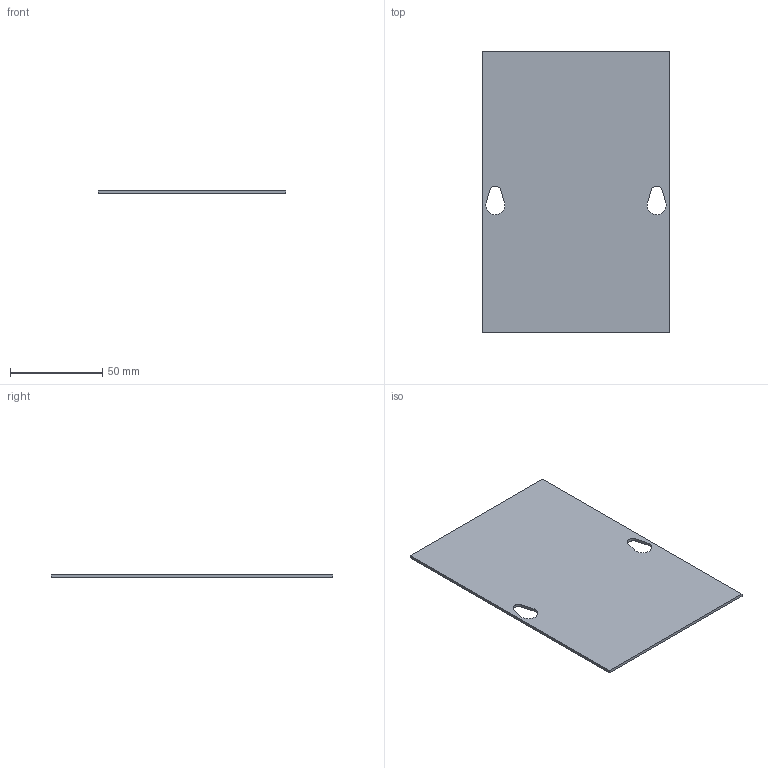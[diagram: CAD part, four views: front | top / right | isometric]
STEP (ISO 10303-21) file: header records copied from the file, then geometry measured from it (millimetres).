
FILE_DESCRIPTION(/* description */ ('SC LID, GALV - 4" X 6"'),/* implementation_level */ '2;1');
FILE_NAME(/* name */ 'SC0406G.stp',/* time_stamp */ '2017-02-27T21:45:37+05:00',/* author */ ('mgunasekar'),/* organization */ (''),/* preprocessor_version */ 'ST-DEVELOPER v16.1',/* originating_system */ 'Autodesk Inventor 2016',/* authorisation */ '');
FILE_SCHEMA (('AUTOMOTIVE_DESIGN { 1 0 10303 214 3 1 1 }'));
Length unit declared in the file: inch
Products named in the file (2): SC0406GLPA; SC0406G
Assembly tree (1 placements, depth 2):
  SC0406G
    SC0406GLPA
Bounding box: 101.6 x 152.4 x 1.5 mm (x, y, z)
Volume: 22846.3 mm3; surface area: 31374.4 mm2
Topology: 1 solids, 1 shells, 14 faces, 36 edges, 24 vertices
Faces by surface type: plane 10, cylinder 4
Entity records: 496 total; most frequent: DIRECTION 78, CARTESIAN_POINT 77, ORIENTED_EDGE 72, EDGE_CURVE 36, LINE 28, VECTOR 28, AXIS2_PLACEMENT_3D 25, VERTEX_POINT 24
